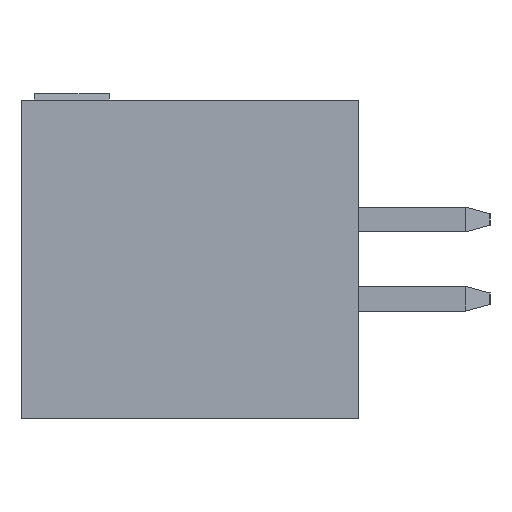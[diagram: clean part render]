
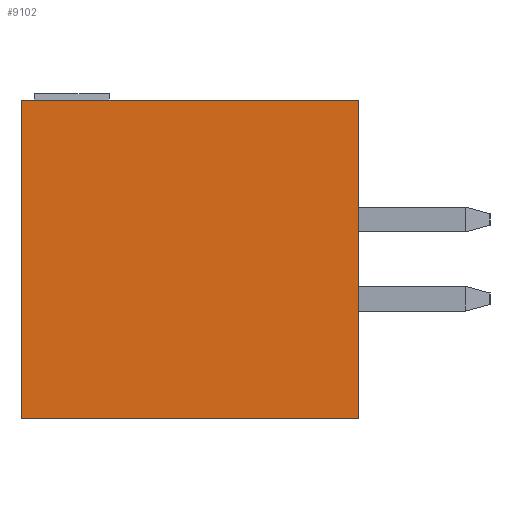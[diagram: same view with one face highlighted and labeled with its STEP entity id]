
A CAD part, left-side view. The second image highlights one B-rep face of the part: STEP entity #9102.
In plain terms, the highlighted planar face has unit normal (-1, 0, 0).
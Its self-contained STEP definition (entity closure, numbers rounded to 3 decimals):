
#270 = DIRECTION ( 'NONE',  ( 0., -1., 0. ) ) ;
#1529 = DIRECTION ( 'NONE',  ( 0., -1., 0. ) ) ;
#2996 = EDGE_CURVE ( 'NONE', #13983, #27529, #9131, .T. ) ;
#5559 = EDGE_CURVE ( 'NONE', #27529, #28323, #14853, .T. ) ;
#5873 = DIRECTION ( 'NONE',  ( 1., 0., 0. ) ) ;
#6596 = VECTOR ( 'NONE', #1529, 1000. ) ;
#9102 = ADVANCED_FACE ( 'NONE', ( #20835 ), #12138, .F. ) ;
#9131 = LINE ( 'NONE', #21419, #27040 ) ;
#9143 = CARTESIAN_POINT ( 'NONE',  ( -19.025, 5.4, 2.55 ) ) ;
#10180 = ORIENTED_EDGE ( 'NONE', *, *, #2996, .F. ) ;
#11682 = CARTESIAN_POINT ( 'NONE',  ( -19.025, 0., 2.55 ) ) ;
#11864 = ORIENTED_EDGE ( 'NONE', *, *, #37439, .T. ) ;
#12138 = PLANE ( 'NONE',  #12901 ) ;
#12901 = AXIS2_PLACEMENT_3D ( 'NONE', #27060, #5873, #33191 ) ;
#13413 = CARTESIAN_POINT ( 'NONE',  ( -19.025, 5.4, -2.55 ) ) ;
#13967 = CARTESIAN_POINT ( 'NONE',  ( -19.025, 5.4, -2.55 ) ) ;
#13983 = VERTEX_POINT ( 'NONE', #13967 ) ;
#14853 = LINE ( 'NONE', #18272, #28081 ) ;
#16281 = ORIENTED_EDGE ( 'NONE', *, *, #30322, .T. ) ;
#17205 = EDGE_LOOP ( 'NONE', ( #11864, #29823, #10180, #16281 ) ) ;
#17417 = LINE ( 'NONE', #13413, #6596 ) ;
#17639 = VERTEX_POINT ( 'NONE', #36521 ) ;
#18272 = CARTESIAN_POINT ( 'NONE',  ( -19.025, 5.4, 2.55 ) ) ;
#20835 = FACE_OUTER_BOUND ( 'NONE', #17205, .T. ) ;
#21419 = CARTESIAN_POINT ( 'NONE',  ( -19.025, 5.4, 2.55 ) ) ;
#23401 = CARTESIAN_POINT ( 'NONE',  ( -19.025, 0., 2.55 ) ) ;
#24033 = DIRECTION ( 'NONE',  ( 0., 0., 1. ) ) ;
#27040 = VECTOR ( 'NONE', #24033, 1000. ) ;
#27060 = CARTESIAN_POINT ( 'NONE',  ( -19.025, 5.4, 2.55 ) ) ;
#27529 = VERTEX_POINT ( 'NONE', #9143 ) ;
#28081 = VECTOR ( 'NONE', #270, 1000. ) ;
#28323 = VERTEX_POINT ( 'NONE', #23401 ) ;
#29823 = ORIENTED_EDGE ( 'NONE', *, *, #5559, .F. ) ;
#30322 = EDGE_CURVE ( 'NONE', #13983, #17639, #17417, .T. ) ;
#31089 = LINE ( 'NONE', #11682, #32457 ) ;
#32457 = VECTOR ( 'NONE', #32742, 1000. ) ;
#32742 = DIRECTION ( 'NONE',  ( 0., 0., 1. ) ) ;
#33191 = DIRECTION ( 'NONE',  ( 0., 0., -1. ) ) ;
#36521 = CARTESIAN_POINT ( 'NONE',  ( -19.025, 0., -2.55 ) ) ;
#37439 = EDGE_CURVE ( 'NONE', #17639, #28323, #31089, .T. ) ;
